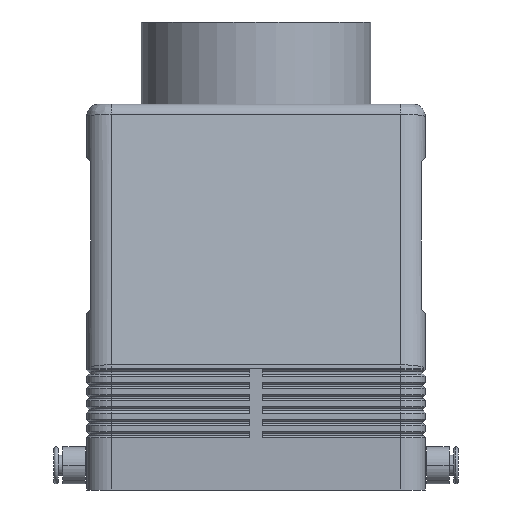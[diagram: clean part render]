
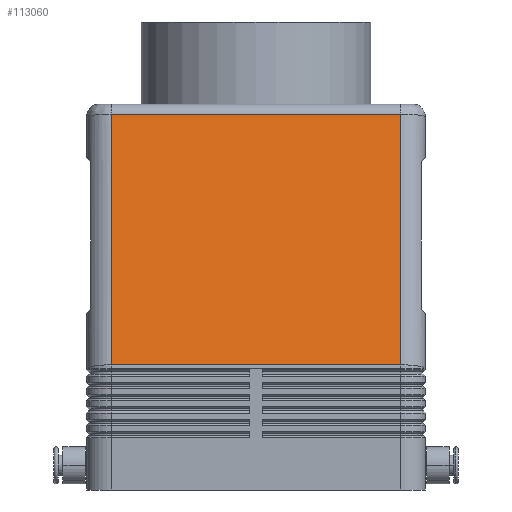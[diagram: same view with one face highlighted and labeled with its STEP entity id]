
A CAD part, left-side view. The second image highlights one B-rep face of the part: STEP entity #113060.
In plain terms, the highlighted planar face has unit normal (-0.986, 0, 0.166).
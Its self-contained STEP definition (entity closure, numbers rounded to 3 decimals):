
#7750=CARTESIAN_POINT('',(-46.667,-35.25,30.493));
#7760=VERTEX_POINT('',#7750);
#8490=CARTESIAN_POINT('',(-46.667,35.25,30.493));
#8500=VERTEX_POINT('',#8490);
#8530=CARTESIAN_POINT('',(-46.667,-35.25,30.493));
#8540=DIRECTION('',(0.,1.,0.));
#8550=VECTOR('',#8540,70.5);
#8560=LINE('',#8530,#8550);
#8570=EDGE_CURVE('',#7760,#8500,#8560,.T.);
#8680=CARTESIAN_POINT('',(-46.667,35.25,30.493));
#8690=DIRECTION('',(0.166,0.,0.986));
#8700=VECTOR('',#8690,61.858);
#8710=LINE('',#8680,#8700);
#8720=CARTESIAN_POINT('',(-36.42,35.25,91.497));
#8730=VERTEX_POINT('',#8720);
#8740=EDGE_CURVE('',#8500,#8730,#8710,.T.);
#10960=CARTESIAN_POINT('',(-36.42,35.25,91.497));
#10970=DIRECTION('',(0.,-1.,0.));
#10980=VECTOR('',#10970,70.5);
#10990=LINE('',#10960,#10980);
#11000=CARTESIAN_POINT('',(-36.42,-35.25,91.497));
#11010=VERTEX_POINT('',#11000);
#11020=EDGE_CURVE('',#8730,#11010,#10990,.T.);
#38390=CARTESIAN_POINT('',(-36.42,-35.25,91.497));
#38400=DIRECTION('',(-0.166,0.,-0.986));
#38410=VECTOR('',#38400,61.858);
#38420=LINE('',#38390,#38410);
#38430=EDGE_CURVE('',#11010,#7760,#38420,.T.);
#112950=CARTESIAN_POINT('',(-36.,0.,94.));
#112960=DIRECTION('',(-0.986,0.,0.166));
#112970=DIRECTION('',(0.166,0.,0.986));
#112980=AXIS2_PLACEMENT_3D('',#112950,#112960,#112970);
#112990=PLANE('',#112980);
#113000=ORIENTED_EDGE('',*,*,#38430,.F.);
#113010=ORIENTED_EDGE('',*,*,#8570,.F.);
#113020=ORIENTED_EDGE('',*,*,#8740,.F.);
#113030=ORIENTED_EDGE('',*,*,#11020,.F.);
#113040=EDGE_LOOP('',(#113030,#113020,#113010,#113000));
#113050=FACE_OUTER_BOUND('',#113040,.T.);
#113060=ADVANCED_FACE('',(#113050),#112990,.T.);
